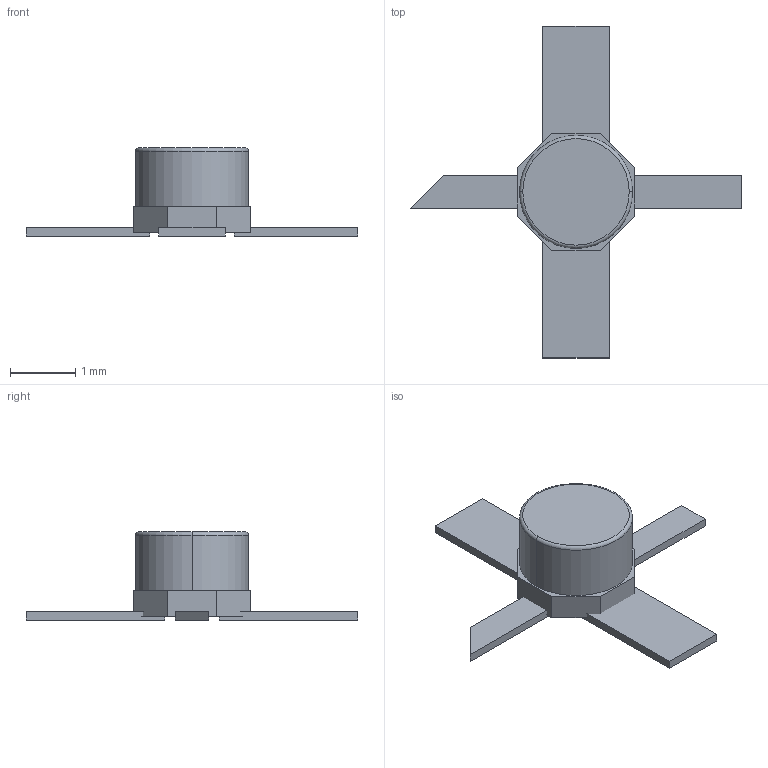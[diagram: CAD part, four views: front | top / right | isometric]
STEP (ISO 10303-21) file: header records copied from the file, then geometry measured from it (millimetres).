
FILE_DESCRIPTION((''),'2;1');
FILE_NAME('MINI-CIRCUITS_AF320.stp','2013-12-09T16:01:27',(''),(''),'Mechanical Desktop 2011','Mechanical Desktop 2011',', , ');
FILE_SCHEMA(('AUTOMOTIVE_DESIGN { 1 2 10303 214 1 1 1 1 }'));
Length unit declared in the file: millimetre
Products named in the file (1): Product
Bounding box: 5.08 x 5.08 x 1.35 mm (x, y, z)
Volume: 4 mm3; surface area: 32.2 mm2
Topology: 6 solids, 6 shells, 40 faces, 98 edges, 86 vertices
Faces by surface type: plane 36, cylinder 2, torus 2
Entity records: 1210 total; most frequent: CARTESIAN_POINT 209, DIRECTION 188, ORIENTED_EDGE 164, VECTOR 90, LINE 90, EDGE_CURVE 82, VERTEX_POINT 54, AXIS2_PLACEMENT_3D 49
